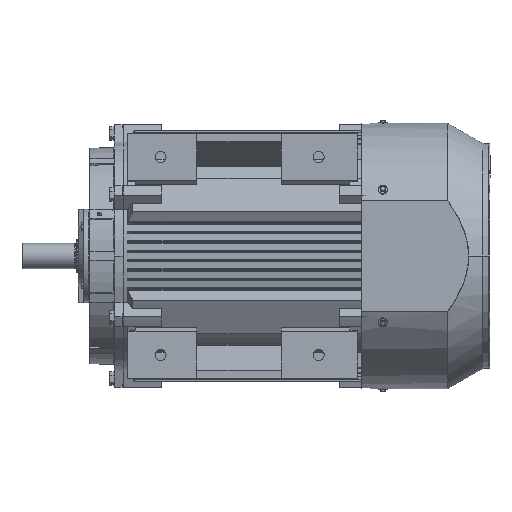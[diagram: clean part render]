
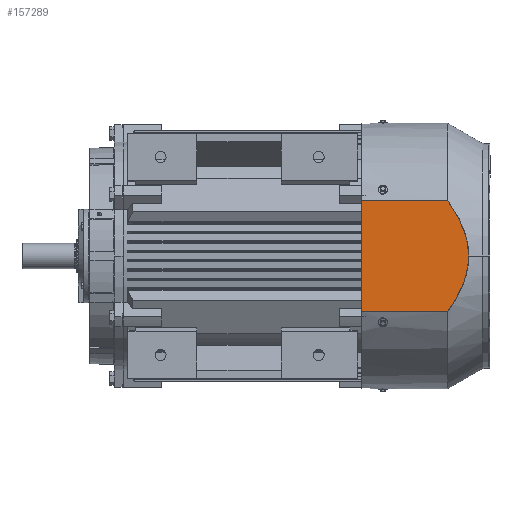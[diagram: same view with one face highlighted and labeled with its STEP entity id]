
A CAD part, front view. The second image highlights one B-rep face of the part: STEP entity #157289.
In plain terms, the highlighted face is planar.
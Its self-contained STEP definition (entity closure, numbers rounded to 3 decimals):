
#28390 = CARTESIAN_POINT ( 'NONE',  ( 69.196, 262.504, -310. ) ) ;
#28391 = CARTESIAN_POINT ( 'NONE',  ( 81.071, 257.659, -310. ) ) ;
#28392 = CARTESIAN_POINT ( 'NONE',  ( 86.913, 255.005, -310. ) ) ;
#28393 = CARTESIAN_POINT ( 'NONE',  ( 98.43, 249.292, -310. ) ) ;
#28394 = CARTESIAN_POINT ( 'NONE',  ( 104.106, 246.232, -310. ) ) ;
#28395 = CARTESIAN_POINT ( 'NONE',  ( 111.108, 242.186, -310. ) ) ;
#28396 = CARTESIAN_POINT ( 'NONE',  ( 112.505, 241.365, -310. ) ) ;
#28397 = CARTESIAN_POINT ( 'NONE',  ( 115.285, 239.704, -310. ) ) ;
#28398 = CARTESIAN_POINT ( 'NONE',  ( 116.667, 238.865, -310. ) ) ;
#28399 = CARTESIAN_POINT ( 'NONE',  ( 120.792, 236.323, -310. ) ) ;
#28400 = CARTESIAN_POINT ( 'NONE',  ( 123.512, 234.595, -310. ) ) ;
#28407 = CARTESIAN_POINT ( 'NONE',  ( 131.592, 229.318, -310. ) ) ;
#28408 = CARTESIAN_POINT ( 'NONE',  ( 136.871, 225.677, -310. ) ) ;
#28409 = CARTESIAN_POINT ( 'NONE',  ( 142.06, 221.933, -310. ) ) ;
#28410 = B_SPLINE_CURVE_WITH_KNOTS ( 'NONE', 3,
 ( #28409, #28408, #28407, #28400, #28399, #28398, #28397, #28396, #28395, #28394, #28393, #28392, #28391, #28390, #28456, #28455, #28454, #28453, #28452, #28451, #28450, #28449, #28448, #28447 ),
 .UNSPECIFIED., .F., .F.,
 ( 4, 2, 2, 2, 2, 2, 2, 2, 2, 2, 2, 4 ),
 ( 0.159, 0.178, 0.188, 0.192, 0.197, 0.216, 0.235, 0.255, 0.264, 0.269, 0.274, 0.312 ),
 .UNSPECIFIED. ) ;
#28411 = CARTESIAN_POINT ( 'NONE',  ( 0., 275.627, -310. ) ) ;
#28419 = CARTESIAN_POINT ( 'NONE',  ( 142.06, 221.933, -310. ) ) ;
#28447 = CARTESIAN_POINT ( 'NONE',  ( 0., 275.627, -310. ) ) ;
#28448 = CARTESIAN_POINT ( 'NONE',  ( 12.784, 275.627, -310. ) ) ;
#28449 = CARTESIAN_POINT ( 'NONE',  ( 25.535, 274.252, -310. ) ) ;
#28450 = CARTESIAN_POINT ( 'NONE',  ( 39.842, 271.218, -310. ) ) ;
#28451 = CARTESIAN_POINT ( 'NONE',  ( 41.43, 270.86, -310. ) ) ;
#28452 = CARTESIAN_POINT ( 'NONE',  ( 44.588, 270.108, -310. ) ) ;
#28453 = CARTESIAN_POINT ( 'NONE',  ( 46.16, 269.714, -310. ) ) ;
#28454 = CARTESIAN_POINT ( 'NONE',  ( 50.852, 268.477, -310. ) ) ;
#28455 = CARTESIAN_POINT ( 'NONE',  ( 53.95, 267.581, -310. ) ) ;
#28456 = CARTESIAN_POINT ( 'NONE',  ( 63.164, 264.695, -310. ) ) ;
#28980 = CARTESIAN_POINT ( 'NONE',  ( -142.06, 221.933, -310. ) ) ;
#29022 = DIRECTION ( 'NONE',  ( 0., -1., 0. ) ) ;
#29023 = VECTOR ( 'NONE', #29022, 1000. ) ;
#29024 = CARTESIAN_POINT ( 'NONE',  ( -142.06, 330., -310. ) ) ;
#29025 = LINE ( 'NONE', #29024, #29023 ) ;
#29140 = CARTESIAN_POINT ( 'NONE',  ( -142.06, 0., -310. ) ) ;
#29195 = DIRECTION ( 'NONE',  ( 0., -1., 0. ) ) ;
#29196 = VECTOR ( 'NONE', #29195, 1000. ) ;
#29197 = CARTESIAN_POINT ( 'NONE',  ( 142.06, 330., -310. ) ) ;
#29201 = LINE ( 'NONE', #29197, #29196 ) ;
#29205 = CARTESIAN_POINT ( 'NONE',  ( 142.06, 0., -310. ) ) ;
#29784 = DIRECTION ( 'NONE',  ( -1., 0., 0. ) ) ;
#29785 = VECTOR ( 'NONE', #29784, 1000. ) ;
#29786 = CARTESIAN_POINT ( 'NONE',  ( -142.06, 0., -310. ) ) ;
#29793 = LINE ( 'NONE', #29786, #29785 ) ;
#29945 = FACE_OUTER_BOUND ( 'NONE', #157293, .T. ) ;
#29966 = PLANE ( 'NONE',  #30032 ) ;
#30029 = DIRECTION ( 'NONE',  ( 1., 0., 0. ) ) ;
#30030 = DIRECTION ( 'NONE',  ( 0., 0., 1. ) ) ;
#30031 = CARTESIAN_POINT ( 'NONE',  ( -142.06, 330., -310. ) ) ;
#30032 = AXIS2_PLACEMENT_3D ( 'NONE', #30031, #30030, #30029 ) ;
#30074 = B_SPLINE_CURVE_WITH_KNOTS ( 'NONE', 3,
 ( #30084, #30083, #30082, #30081, #30080, #30079, #30078, #30077, #30143, #30142, #30141, #30140, #30139, #30138, #30137, #30136, #30135, #30134, #30133, #30132, #30131, #30130, #30129, #30128 ),
 .UNSPECIFIED., .F., .F.,
 ( 4, 2, 2, 2, 2, 2, 2, 2, 2, 2, 2, 4 ),
 ( 0.312, 0.331, 0.341, 0.345, 0.35, 0.369, 0.388, 0.408, 0.417, 0.427, 0.446, 0.465 ),
 .UNSPECIFIED. ) ;
#30077 = CARTESIAN_POINT ( 'NONE',  ( -35.267, 272.17, -310. ) ) ;
#30078 = CARTESIAN_POINT ( 'NONE',  ( -32.07, 272.768, -310. ) ) ;
#30079 = CARTESIAN_POINT ( 'NONE',  ( -30.462, 273.048, -310. ) ) ;
#30080 = CARTESIAN_POINT ( 'NONE',  ( -25.643, 273.822, -310. ) ) ;
#30081 = CARTESIAN_POINT ( 'NONE',  ( -22.433, 274.251, -310. ) ) ;
#30082 = CARTESIAN_POINT ( 'NONE',  ( -12.808, 275.283, -310. ) ) ;
#30083 = CARTESIAN_POINT ( 'NONE',  ( -6.4, 275.627, -310. ) ) ;
#30084 = CARTESIAN_POINT ( 'NONE',  ( 0., 275.627, -310. ) ) ;
#30128 = CARTESIAN_POINT ( 'NONE',  ( -142.06, 221.933, -310. ) ) ;
#30129 = CARTESIAN_POINT ( 'NONE',  ( -136.922, 225.641, -310. ) ) ;
#30130 = CARTESIAN_POINT ( 'NONE',  ( -131.695, 229.246, -310. ) ) ;
#30131 = CARTESIAN_POINT ( 'NONE',  ( -121.032, 236.218, -310. ) ) ;
#30132 = CARTESIAN_POINT ( 'NONE',  ( -115.595, 239.585, -310. ) ) ;
#30133 = CARTESIAN_POINT ( 'NONE',  ( -107.25, 244.419, -310. ) ) ;
#30134 = CARTESIAN_POINT ( 'NONE',  ( -104.437, 245.994, -310. ) ) ;
#30135 = CARTESIAN_POINT ( 'NONE',  ( -98.742, 249.066, -310. ) ) ;
#30136 = CARTESIAN_POINT ( 'NONE',  ( -95.854, 250.565, -310. ) ) ;
#30137 = CARTESIAN_POINT ( 'NONE',  ( -87.146, 254.898, -310. ) ) ;
#30138 = CARTESIAN_POINT ( 'NONE',  ( -81.267, 257.574, -310. ) ) ;
#30139 = CARTESIAN_POINT ( 'NONE',  ( -69.342, 262.45, -310. ) ) ;
#30140 = CARTESIAN_POINT ( 'NONE',  ( -63.297, 264.648, -310. ) ) ;
#30141 = CARTESIAN_POINT ( 'NONE',  ( -51.018, 268.505, -310. ) ) ;
#30142 = CARTESIAN_POINT ( 'NONE',  ( -44.784, 270.162, -310. ) ) ;
#30143 = CARTESIAN_POINT ( 'NONE',  ( -36.859, 271.852, -310. ) ) ;
#156537 = VERTEX_POINT ( 'NONE', #28419 ) ;
#156544 = EDGE_CURVE ( 'NONE', #156537, #156549, #28410, .T. ) ;
#156549 = VERTEX_POINT ( 'NONE', #28411 ) ;
#156815 = VERTEX_POINT ( 'NONE', #28980 ) ;
#156824 = EDGE_CURVE ( 'NONE', #156815, #156877, #29025, .T. ) ;
#156877 = VERTEX_POINT ( 'NONE', #29140 ) ;
#156886 = VERTEX_POINT ( 'NONE', #29205 ) ;
#156896 = EDGE_CURVE ( 'NONE', #156537, #156886, #29201, .T. ) ;
#157153 = ORIENTED_EDGE ( 'NONE', *, *, #156896, .T. ) ;
#157158 = ORIENTED_EDGE ( 'NONE', *, *, #157161, .T. ) ;
#157161 = EDGE_CURVE ( 'NONE', #156886, #156877, #29793, .T. ) ;
#157165 = ORIENTED_EDGE ( 'NONE', *, *, #156824, .F. ) ;
#157289 = ADVANCED_FACE ( 'NONE', ( #29945 ), #29966, .F. ) ;
#157293 = EDGE_LOOP ( 'NONE', ( #157298, #157153, #157158, #157165, #157366 ) ) ;
#157298 = ORIENTED_EDGE ( 'NONE', *, *, #156544, .F. ) ;
#157366 = ORIENTED_EDGE ( 'NONE', *, *, #157371, .F. ) ;
#157371 = EDGE_CURVE ( 'NONE', #156549, #156815, #30074, .T. ) ;
